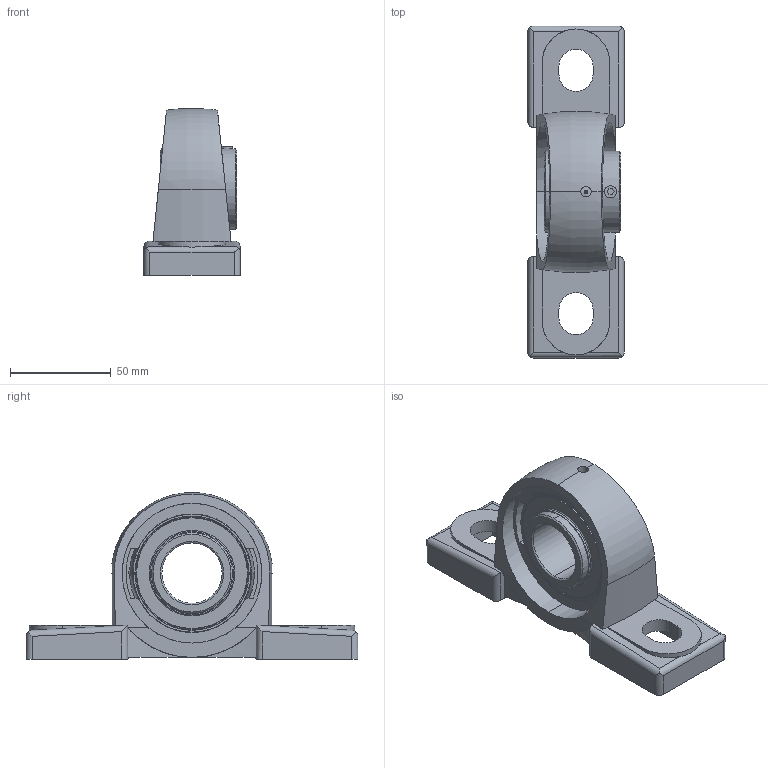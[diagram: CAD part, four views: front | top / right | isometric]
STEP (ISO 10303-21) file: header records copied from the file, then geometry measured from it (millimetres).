
FILE_DESCRIPTION (( 'STEP AP214' ), '1' );
FILE_NAME ('Ïîäøèïíèê UCP206(d30).STEP', '2024-04-27T16:55:04', ( 'Riskov' ), ( '' ), 'SwSTEP 2.0', 'SolidWorks 2021', '' );
FILE_SCHEMA (( 'AUTOMOTIVE_DESIGN' ));
Length unit declared in the file: millimetre
Products named in the file (1): Ïîäøèïíèê UCP206(d30)
Bounding box: 48 x 165 x 82.97 mm (x, y, z)
Volume: 168455.4 mm3; surface area: 70734.8 mm2
Topology: 14 solids, 14 shells, 292 faces, 767 edges, 493 vertices
Faces by surface type: plane 98, cylinder 93, cone 50, torus 28, sphere 23
Entity records: 10836 total; most frequent: CARTESIAN_POINT 3560, DIRECTION 1569, ORIENTED_EDGE 1442, EDGE_CURVE 721, AXIS2_PLACEMENT_3D 638, VERTEX_POINT 469, CIRCLE 345, EDGE_LOOP 332
